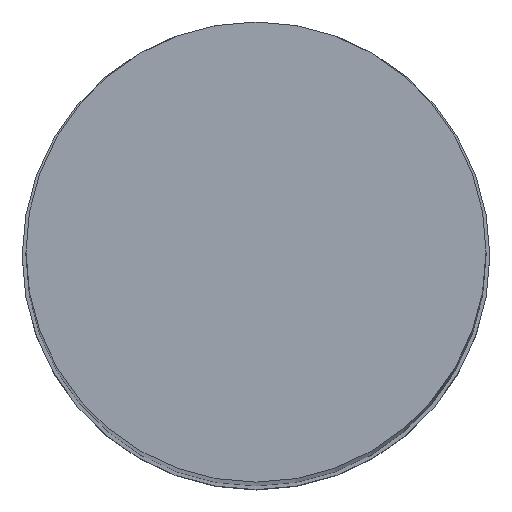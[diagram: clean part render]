
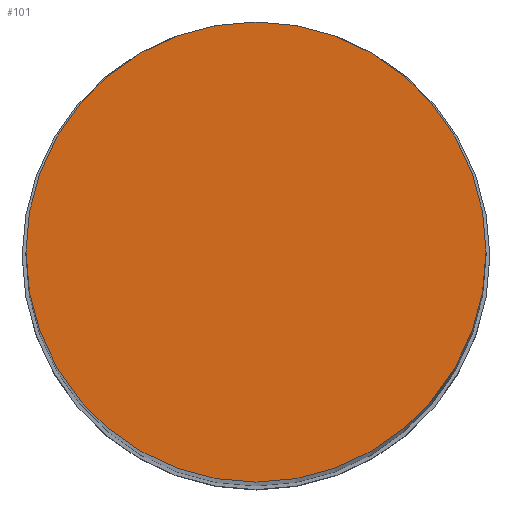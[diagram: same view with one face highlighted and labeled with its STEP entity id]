
A CAD part, top view. The second image highlights one B-rep face of the part: STEP entity #101.
In plain terms, the highlighted planar face has unit normal (0, 0, 1).
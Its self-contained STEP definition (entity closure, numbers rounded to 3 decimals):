
#7 = ORIENTED_EDGE ( 'NONE', *, *, #81, .T. ) ;
#9 = CARTESIAN_POINT ( 'NONE',  ( -2.45, 0., 15. ) ) ;
#10 = CARTESIAN_POINT ( 'NONE',  ( 0., 0., 15. ) ) ;
#26 = DIRECTION ( 'NONE',  ( 1., 0., 0. ) ) ;
#28 = CARTESIAN_POINT ( 'NONE',  ( 0., 0., 15. ) ) ;
#38 = PLANE ( 'NONE',  #198 ) ;
#39 = CARTESIAN_POINT ( 'NONE',  ( 0., 0., 15. ) ) ;
#40 = FACE_OUTER_BOUND ( 'NONE', #200, .T. ) ;
#41 = AXIS2_PLACEMENT_3D ( 'NONE', #39, #85, #83 ) ;
#47 = VERTEX_POINT ( 'NONE', #9 ) ;
#52 = VERTEX_POINT ( 'NONE', #82 ) ;
#53 = DIRECTION ( 'NONE',  ( 1., 0., 0. ) ) ;
#81 = EDGE_CURVE ( 'NONE', #47, #52, #88, .T. ) ;
#82 = CARTESIAN_POINT ( 'NONE',  ( 2.45, 0., 15. ) ) ;
#83 = DIRECTION ( 'NONE',  ( 1., 0., 0. ) ) ;
#85 = DIRECTION ( 'NONE',  ( 0., 0., 1. ) ) ;
#88 = CIRCLE ( 'NONE', #191, 2.45 ) ;
#101 = ADVANCED_FACE ( 'NONE', ( #40 ), #38, .T. ) ;
#122 = DIRECTION ( 'NONE',  ( 0., 0., 1. ) ) ;
#126 = DIRECTION ( 'NONE',  ( 0., 0., 1. ) ) ;
#163 = CIRCLE ( 'NONE', #41, 2.45 ) ;
#165 = EDGE_CURVE ( 'NONE', #52, #47, #163, .T. ) ;
#166 = ORIENTED_EDGE ( 'NONE', *, *, #165, .T. ) ;
#191 = AXIS2_PLACEMENT_3D ( 'NONE', #10, #122, #53 ) ;
#198 = AXIS2_PLACEMENT_3D ( 'NONE', #28, #126, #26 ) ;
#200 = EDGE_LOOP ( 'NONE', ( #166, #7 ) ) ;
